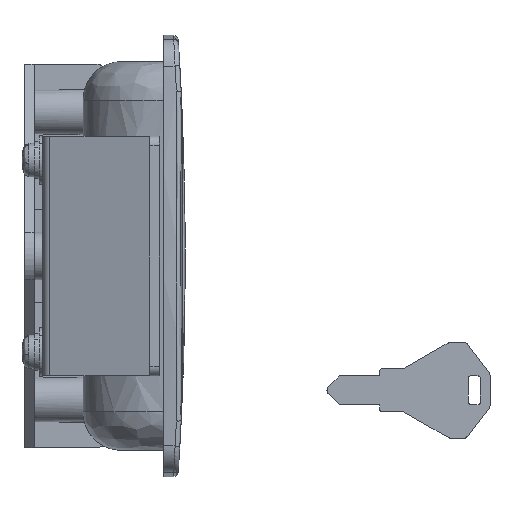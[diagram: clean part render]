
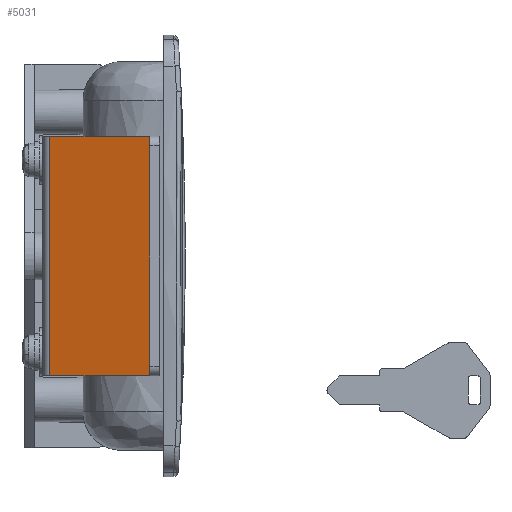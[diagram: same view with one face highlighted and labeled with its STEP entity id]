
A CAD part, left-side view. The second image highlights one B-rep face of the part: STEP entity #5031.
In plain terms, the highlighted free-form (B-spline) face has degree [1, 1] with [2, 2] control points.
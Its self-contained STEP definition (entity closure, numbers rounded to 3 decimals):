
#4876=CARTESIAN_POINT('',(-27.925,-5.277,25.));
#4877=VERTEX_POINT('',#4876);
#4889=CARTESIAN_POINT('',(-33.877,-26.197,25.));
#4890=VERTEX_POINT('',#4889);
#4891=CARTESIAN_POINT('',(-33.877,-26.197,25.));
#4892=CARTESIAN_POINT('',(-27.925,-5.277,25.));
#4893=QUASI_UNIFORM_CURVE('',1,(#4891,#4892),.UNSPECIFIED.,.F.,.U.);
#4894=EDGE_CURVE('',#4890,#4877,#4893,.T.);
#4976=CARTESIAN_POINT('',(-33.877,-26.197,-25.0));
#4977=VERTEX_POINT('',#4976);
#4983=CARTESIAN_POINT('',(-27.925,-5.277,-25.0));
#4984=VERTEX_POINT('',#4983);
#4985=CARTESIAN_POINT('',(-33.877,-26.197,-25.0));
#4986=CARTESIAN_POINT('',(-27.925,-5.277,-25.0));
#4987=QUASI_UNIFORM_CURVE('',1,(#4985,#4986),.UNSPECIFIED.,.F.,.U.);
#4988=EDGE_CURVE('',#4977,#4984,#4987,.T.);
#5012=CARTESIAN_POINT('',(-34.174,-27.242,27.498));
#5013=CARTESIAN_POINT('',(-27.627,-4.232,27.498));
#5014=CARTESIAN_POINT('',(-34.174,-27.242,-27.498));
#5015=CARTESIAN_POINT('',(-27.627,-4.232,-27.498));
#5016=B_SPLINE_SURFACE_WITH_KNOTS('',1,1,((#5012,#5014),(#5013,#5015)),.UNSPECIFIED.,.F.,.F.,.U.,(2,2),(2,2),(0.0,23.923),(0.0,54.995),.UNSPECIFIED.);
#5017=ORIENTED_EDGE('',*,*,#4894,.T.);
#5018=CARTESIAN_POINT('',(-27.925,-5.277,-25.0));
#5019=CARTESIAN_POINT('',(-27.925,-5.277,25.));
#5020=QUASI_UNIFORM_CURVE('',1,(#5018,#5019),.UNSPECIFIED.,.F.,.U.);
#5021=EDGE_CURVE('',#4984,#4877,#5020,.T.);
#5022=ORIENTED_EDGE('',*,*,#5021,.F.);
#5023=ORIENTED_EDGE('',*,*,#4988,.F.);
#5024=CARTESIAN_POINT('',(-33.877,-26.197,-25.0));
#5025=CARTESIAN_POINT('',(-33.877,-26.197,25.));
#5026=QUASI_UNIFORM_CURVE('',1,(#5024,#5025),.UNSPECIFIED.,.F.,.U.);
#5027=EDGE_CURVE('',#4977,#4890,#5026,.T.);
#5028=ORIENTED_EDGE('',*,*,#5027,.T.);
#5029=EDGE_LOOP('',(#5017,#5022,#5023,#5028));
#5030=FACE_OUTER_BOUND('',#5029,.T.);
#5031=ADVANCED_FACE('',(#5030),#5016,.T.);
